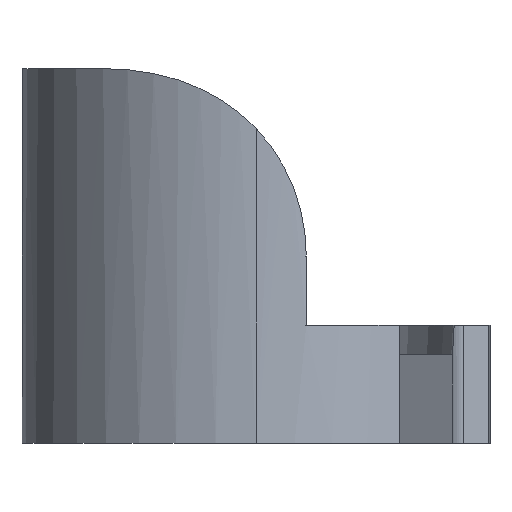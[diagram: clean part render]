
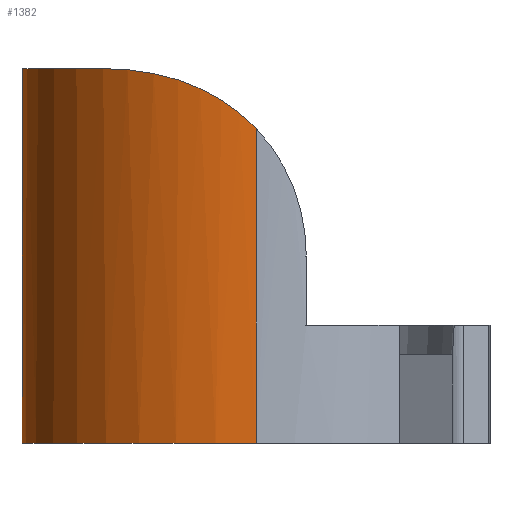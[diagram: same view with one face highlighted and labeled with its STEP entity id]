
A CAD part, left-side view. The second image highlights one B-rep face of the part: STEP entity #1382.
In plain terms, the highlighted cylindrical face has radius 15.875 mm (diameter 31.75 mm), a partial arc.
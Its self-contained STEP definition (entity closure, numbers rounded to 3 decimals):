
#32 = EDGE_CURVE ( 'NONE', #1038, #194, #1204, .T. ) ;
#35 = CARTESIAN_POINT ( 'NONE',  ( 15.103, 4.892, 10.292 ) ) ;
#54 = DIRECTION ( 'NONE',  ( 0., 0., -1. ) ) ;
#73 = CARTESIAN_POINT ( 'NONE',  ( -14.695, 6.027, 24.866 ) ) ;
#101 = CARTESIAN_POINT ( 'NONE',  ( 15.723, 2.208, 8.39 ) ) ;
#111 = CARTESIAN_POINT ( 'NONE',  ( 15.498, 3.448, 9.011 ) ) ;
#122 = CIRCLE ( 'NONE', #642, 15.875 ) ;
#144 = EDGE_CURVE ( 'NONE', #971, #920, #1578, .T. ) ;
#147 = CYLINDRICAL_SURFACE ( 'NONE', #763, 15.875 ) ;
#148 = VECTOR ( 'NONE', #1415, 1000. ) ;
#151 = VERTEX_POINT ( 'NONE', #1345 ) ;
#174 = CARTESIAN_POINT ( 'NONE',  ( 15.276, 4.325, 9.692 ) ) ;
#181 = CARTESIAN_POINT ( 'NONE',  ( 15.875, 0.57, 8. ) ) ;
#193 = EDGE_CURVE ( 'NONE', #194, #151, #1410, .T. ) ;
#194 = VERTEX_POINT ( 'NONE', #840 ) ;
#197 = DIRECTION ( 'NONE',  ( 1., 0., 0. ) ) ;
#219 = CARTESIAN_POINT ( 'NONE',  ( -15.321, 4.185, 24.236 ) ) ;
#237 = CARTESIAN_POINT ( 'NONE',  ( 8.521, 13.395, 25.002 ) ) ;
#314 = CARTESIAN_POINT ( 'NONE',  ( 15.333, 4.119, 9.509 ) ) ;
#327 = CARTESIAN_POINT ( 'NONE',  ( 6.836, 14.328, 25.4 ) ) ;
#353 = VERTEX_POINT ( 'NONE', #327 ) ;
#363 = CARTESIAN_POINT ( 'NONE',  ( -15.629, 2.819, 23.561 ) ) ;
#380 = CARTESIAN_POINT ( 'NONE',  ( 8.05, 13.684, 25.23 ) ) ;
#401 = VERTEX_POINT ( 'NONE', #665 ) ;
#419 = EDGE_LOOP ( 'NONE', ( #1618, #954, #1052, #1424, #1194, #1336, #1705, #929 ) ) ;
#423 = CARTESIAN_POINT ( 'NONE',  ( 15.875, 0., 25.4 ) ) ;
#442 = DIRECTION ( 'NONE',  ( 0., 0., -1. ) ) ;
#525 = EDGE_CURVE ( 'NONE', #401, #971, #1530, .T. ) ;
#526 = LINE ( 'NONE', #423, #148 ) ;
#534 = CARTESIAN_POINT ( 'NONE',  ( 15.597, 2.97, 8.731 ) ) ;
#546 = CARTESIAN_POINT ( 'NONE',  ( 15.875, 0., 0. ) ) ;
#552 = EDGE_CURVE ( 'NONE', #151, #871, #1006, .T. ) ;
#566 = FACE_OUTER_BOUND ( 'NONE', #419, .T. ) ;
#616 = DIRECTION ( 'NONE',  ( -1., 0., 0. ) ) ;
#642 = AXIS2_PLACEMENT_3D ( 'NONE', #1434, #442, #1302 ) ;
#646 = CARTESIAN_POINT ( 'NONE',  ( 13.707, 8.695, 16.794 ) ) ;
#647 = CARTESIAN_POINT ( 'NONE',  ( -15.806, 1.536, 22.722 ) ) ;
#665 = CARTESIAN_POINT ( 'NONE',  ( 15.875, 0., 8. ) ) ;
#680 = CARTESIAN_POINT ( 'NONE',  ( -12.022, 10.367, 25.4 ) ) ;
#682 = EDGE_CURVE ( 'NONE', #920, #353, #1266, .T. ) ;
#700 = CARTESIAN_POINT ( 'NONE',  ( -15.875, 0., 25.4 ) ) ;
#737 = CARTESIAN_POINT ( 'NONE',  ( 14.884, 5.52, 11.211 ) ) ;
#752 = CARTESIAN_POINT ( 'NONE',  ( 0., 0., 0. ) ) ;
#756 = CARTESIAN_POINT ( 'NONE',  ( 14.884, 5.52, 11.211 ) ) ;
#758 = CARTESIAN_POINT ( 'NONE',  ( 8.783, 13.224, 24.758 ) ) ;
#763 = AXIS2_PLACEMENT_3D ( 'NONE', #912, #54, #197 ) ;
#775 = CARTESIAN_POINT ( 'NONE',  ( 11.604, 11.35, 21.463 ) ) ;
#776 = CARTESIAN_POINT ( 'NONE',  ( -12.022, 10.367, 25.4 ) ) ;
#778 = AXIS2_PLACEMENT_3D ( 'NONE', #752, #1610, #616 ) ;
#788 = CARTESIAN_POINT ( 'NONE',  ( -15.875, 0.358, 21.722 ) ) ;
#797 = CARTESIAN_POINT ( 'NONE',  ( 15.844, 1.126, 8.075 ) ) ;
#806 = CARTESIAN_POINT ( 'NONE',  ( 7.196, 14.156, 25.4 ) ) ;
#817 = CARTESIAN_POINT ( 'NONE',  ( -13.291, 8.741, 25.355 ) ) ;
#833 = CARTESIAN_POINT ( 'NONE',  ( -12.701, 9.581, 25.4 ) ) ;
#840 = CARTESIAN_POINT ( 'NONE',  ( -15.875, 0., 21.346 ) ) ;
#871 = VERTEX_POINT ( 'NONE', #546 ) ;
#893 = CARTESIAN_POINT ( 'NONE',  ( 14.991, 5.227, 10.734 ) ) ;
#906 = CARTESIAN_POINT ( 'NONE',  ( 15.875, 0., 8. ) ) ;
#912 = CARTESIAN_POINT ( 'NONE',  ( 0., 0., 25.4 ) ) ;
#920 = VERTEX_POINT ( 'NONE', #1825 ) ;
#929 = ORIENTED_EDGE ( 'NONE', *, *, #552, .F. ) ;
#936 = EDGE_CURVE ( 'NONE', #401, #871, #526, .T. ) ;
#937 = CARTESIAN_POINT ( 'NONE',  ( -14.385, 6.719, 25.028 ) ) ;
#954 = ORIENTED_EDGE ( 'NONE', *, *, #32, .F. ) ;
#971 = VERTEX_POINT ( 'NONE', #1148 ) ;
#1006 = CIRCLE ( 'NONE', #778, 15.875 ) ;
#1026 = CARTESIAN_POINT ( 'NONE',  ( 15.444, 3.68, 9.167 ) ) ;
#1033 = CARTESIAN_POINT ( 'NONE',  ( 15.161, 4.712, 10.084 ) ) ;
#1038 = VERTEX_POINT ( 'NONE', #680 ) ;
#1052 = ORIENTED_EDGE ( 'NONE', *, *, #1758, .T. ) ;
#1065 = CARTESIAN_POINT ( 'NONE',  ( -14.876, 5.565, 24.735 ) ) ;
#1072 = CARTESIAN_POINT ( 'NONE',  ( -15.188, 4.644, 24.42 ) ) ;
#1108 = CARTESIAN_POINT ( 'NONE',  ( 15.642, 2.722, 8.606 ) ) ;
#1148 = CARTESIAN_POINT ( 'NONE',  ( 14.884, 5.52, 11.211 ) ) ;
#1156 = CARTESIAN_POINT ( 'NONE',  ( -14.044, 7.406, 25.161 ) ) ;
#1194 = ORIENTED_EDGE ( 'NONE', *, *, #144, .F. ) ;
#1204 = B_SPLINE_CURVE_WITH_KNOTS ( 'NONE', 3,
 ( #776, #833, #817, #1634, #1156, #1769, #937, #73, #1065, #1072, #219, #1224, #363, #1500, #647, #1638, #788, #1779 ),
 .UNSPECIFIED., .F., .F.,
 ( 4, 2, 2, 2, 2, 2, 2, 2, 4 ),
 ( 0., 0.003, 0.004, 0.005, 0.006, 0.008, 0.009, 0.011, 0.012 ),
 .UNSPECIFIED. ) ;
#1224 = CARTESIAN_POINT ( 'NONE',  ( -15.541, 3.274, 23.807 ) ) ;
#1241 = CARTESIAN_POINT ( 'NONE',  ( 8.213, 13.586, 25.169 ) ) ;
#1266 = B_SPLINE_CURVE_WITH_KNOTS ( 'NONE', 3,
 ( #758, #1615, #237, #1241, #380, #1514, #806, #1794 ),
 .UNSPECIFIED., .F., .F.,
 ( 4, 2, 2, 4 ),
 ( 0., 0.001, 0.001, 0.002 ),
 .UNSPECIFIED. ) ;
#1302 = DIRECTION ( 'NONE',  ( -1., 0., 0. ) ) ;
#1336 = ORIENTED_EDGE ( 'NONE', *, *, #525, .F. ) ;
#1345 = CARTESIAN_POINT ( 'NONE',  ( -15.875, 0., 0. ) ) ;
#1372 = VECTOR ( 'NONE', #1550, 1000. ) ;
#1381 = CARTESIAN_POINT ( 'NONE',  ( 15.758, 1.939, 8.297 ) ) ;
#1382 = ADVANCED_FACE ( 'NONE', ( #566 ), #147, .T. ) ;
#1410 = LINE ( 'NONE', #700, #1372 ) ;
#1415 = DIRECTION ( 'NONE',  ( 0., 0., -1. ) ) ;
#1424 = ORIENTED_EDGE ( 'NONE', *, *, #682, .F. ) ;
#1434 = CARTESIAN_POINT ( 'NONE',  ( 0., 0., 25.4 ) ) ;
#1500 = CARTESIAN_POINT ( 'NONE',  ( -15.761, 1.952, 23.019 ) ) ;
#1514 = CARTESIAN_POINT ( 'NONE',  ( 7.55, 13.97, 25.367 ) ) ;
#1530 = B_SPLINE_CURVE_WITH_KNOTS ( 'NONE', 3,
 ( #906, #181, #797, #1381, #101, #1108, #534, #111, #1026, #314, #174, #1033, #35, #893, #1733, #737 ),
 .UNSPECIFIED., .F., .F.,
 ( 4, 2, 2, 2, 2, 2, 2, 4 ),
 ( 0., 0.002, 0.003, 0.003, 0.004, 0.005, 0.006, 0.007 ),
 .UNSPECIFIED. ) ;
#1550 = DIRECTION ( 'NONE',  ( 0., 0., -1. ) ) ;
#1578 =( BOUNDED_CURVE ( )  B_SPLINE_CURVE ( 3, ( #756, #646, #775, #1760 ),
 .UNSPECIFIED., .F., .F. ) 
 B_SPLINE_CURVE_WITH_KNOTS ( ( 4, 4 ),
 ( 1.926, 2.555 ),
 .UNSPECIFIED. ) 
 CURVE ( )  GEOMETRIC_REPRESENTATION_ITEM ( )  RATIONAL_B_SPLINE_CURVE ( ( 1., 0.967, 0.967, 1. ) ) 
 REPRESENTATION_ITEM ( '' )  );
#1610 = DIRECTION ( 'NONE',  ( 0., 0., -1. ) ) ;
#1615 = CARTESIAN_POINT ( 'NONE',  ( 8.663, 13.304, 24.898 ) ) ;
#1618 = ORIENTED_EDGE ( 'NONE', *, *, #193, .F. ) ;
#1634 = CARTESIAN_POINT ( 'NONE',  ( -13.923, 7.631, 25.198 ) ) ;
#1638 = CARTESIAN_POINT ( 'NONE',  ( -15.863, 0.74, 22.074 ) ) ;
#1705 = ORIENTED_EDGE ( 'NONE', *, *, #936, .T. ) ;
#1733 = CARTESIAN_POINT ( 'NONE',  ( 14.936, 5.381, 10.968 ) ) ;
#1758 = EDGE_CURVE ( 'NONE', #1038, #353, #122, .T. ) ;
#1760 = CARTESIAN_POINT ( 'NONE',  ( 8.783, 13.224, 24.758 ) ) ;
#1769 = CARTESIAN_POINT ( 'NONE',  ( -14.275, 6.95, 25.076 ) ) ;
#1779 = CARTESIAN_POINT ( 'NONE',  ( -15.875, 0., 21.346 ) ) ;
#1794 = CARTESIAN_POINT ( 'NONE',  ( 6.836, 14.328, 25.4 ) ) ;
#1825 = CARTESIAN_POINT ( 'NONE',  ( 8.783, 13.224, 24.758 ) ) ;
